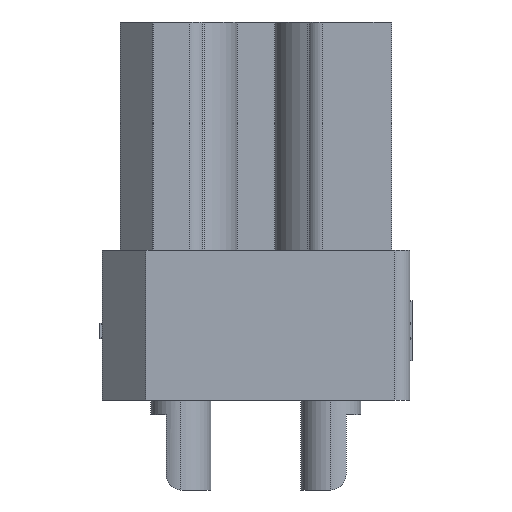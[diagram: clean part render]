
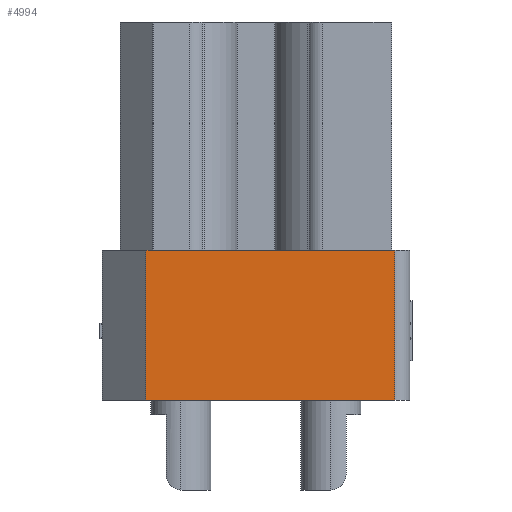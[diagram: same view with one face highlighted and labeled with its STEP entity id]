
A CAD part, left-side view. The second image highlights one B-rep face of the part: STEP entity #4994.
In plain terms, the highlighted planar face has unit normal (-1, 0, 0).
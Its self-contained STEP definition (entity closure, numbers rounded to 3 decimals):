
#21 = VECTOR ( 'NONE', #1030, 1000. ) ;
#139 = AXIS2_PLACEMENT_3D ( 'NONE', #4912, #1193, #2530 ) ;
#195 = PLANE ( 'NONE',  #139 ) ;
#489 = VERTEX_POINT ( 'NONE', #3234 ) ;
#568 = LINE ( 'NONE', #2247, #21 ) ;
#582 = CARTESIAN_POINT ( 'NONE',  ( 0., 0.5, 0. ) ) ;
#648 = FACE_OUTER_BOUND ( 'NONE', #4957, .T. ) ;
#805 = LINE ( 'NONE', #5848, #4587 ) ;
#919 = VECTOR ( 'NONE', #2913, 1000. ) ;
#1030 = DIRECTION ( 'NONE',  ( 0., -1., 0. ) ) ;
#1193 = DIRECTION ( 'NONE',  ( -1., 0., 0. ) ) ;
#1876 = VECTOR ( 'NONE', #5664, 1000. ) ;
#2247 = CARTESIAN_POINT ( 'NONE',  ( 0., 0., 0. ) ) ;
#2367 = CARTESIAN_POINT ( 'NONE',  ( 0., 8.792, 0. ) ) ;
#2530 = DIRECTION ( 'NONE',  ( 0., 0., 1. ) ) ;
#2689 = DIRECTION ( 'NONE',  ( 0., -1., 0. ) ) ;
#2695 = EDGE_CURVE ( 'NONE', #5839, #3632, #568, .T. ) ;
#2913 = DIRECTION ( 'NONE',  ( 0., 0., -1. ) ) ;
#3004 = EDGE_CURVE ( 'NONE', #4265, #489, #805, .T. ) ;
#3234 = CARTESIAN_POINT ( 'NONE',  ( 0., 0.5, -5. ) ) ;
#3632 = VERTEX_POINT ( 'NONE', #582 ) ;
#3705 = CARTESIAN_POINT ( 'NONE',  ( 0., 8.792, -5. ) ) ;
#3791 = LINE ( 'NONE', #2367, #1876 ) ;
#4219 = CARTESIAN_POINT ( 'NONE',  ( 0., 8.792, 0. ) ) ;
#4265 = VERTEX_POINT ( 'NONE', #3705 ) ;
#4587 = VECTOR ( 'NONE', #2689, 1000. ) ;
#4753 = LINE ( 'NONE', #5671, #919 ) ;
#4912 = CARTESIAN_POINT ( 'NONE',  ( 0., 8.792, 0. ) ) ;
#4957 = EDGE_LOOP ( 'NONE', ( #5450, #5148, #5582, #5893 ) ) ;
#4994 = ADVANCED_FACE ( 'NONE', ( #648 ), #195, .T. ) ;
#5148 = ORIENTED_EDGE ( 'NONE', *, *, #5800, .T. ) ;
#5209 = EDGE_CURVE ( 'NONE', #3632, #489, #4753, .T. ) ;
#5450 = ORIENTED_EDGE ( 'NONE', *, *, #2695, .F. ) ;
#5582 = ORIENTED_EDGE ( 'NONE', *, *, #3004, .T. ) ;
#5664 = DIRECTION ( 'NONE',  ( 0., 0., -1. ) ) ;
#5671 = CARTESIAN_POINT ( 'NONE',  ( 0., 0.5, 0. ) ) ;
#5800 = EDGE_CURVE ( 'NONE', #5839, #4265, #3791, .T. ) ;
#5839 = VERTEX_POINT ( 'NONE', #4219 ) ;
#5848 = CARTESIAN_POINT ( 'NONE',  ( 0., 0., -5. ) ) ;
#5893 = ORIENTED_EDGE ( 'NONE', *, *, #5209, .F. ) ;
